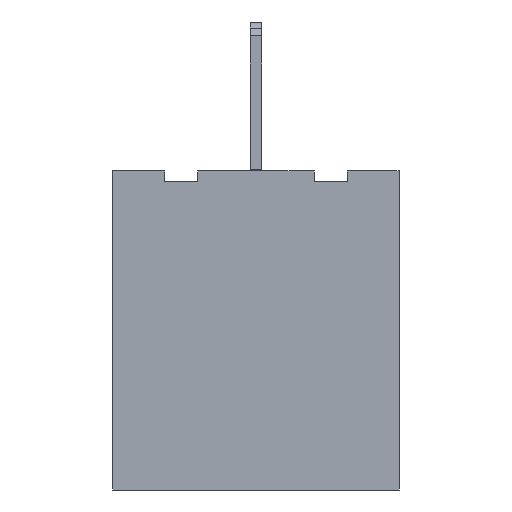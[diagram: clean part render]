
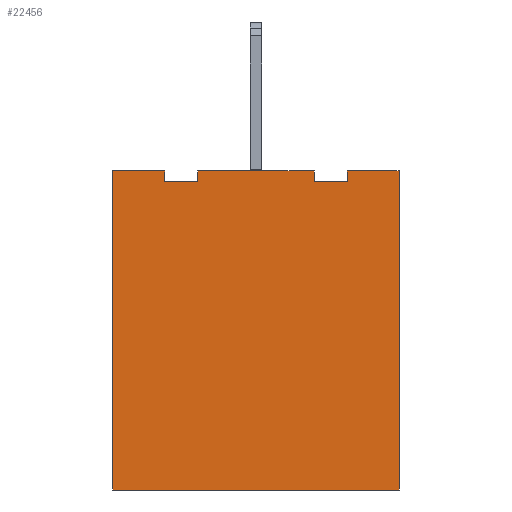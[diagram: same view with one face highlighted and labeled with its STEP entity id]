
A CAD part, left-side view. The second image highlights one B-rep face of the part: STEP entity #22456.
In plain terms, the highlighted planar face has unit normal (-1, 0, 0).
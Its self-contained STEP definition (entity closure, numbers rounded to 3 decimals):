
#254 = EDGE_CURVE ( 'NONE', #6025, #18439, #9111, .T. ) ;
#556 = DIRECTION ( 'NONE',  ( 0., 0., -1. ) ) ;
#1078 = EDGE_CURVE ( 'NONE', #14619, #11202, #14729, .T. ) ;
#1579 = ORIENTED_EDGE ( 'NONE', *, *, #12493, .F. ) ;
#2708 = CARTESIAN_POINT ( 'NONE',  ( 0., 9.15, 14.5 ) ) ;
#3047 = DIRECTION ( 'NONE',  ( 0., 0., 1. ) ) ;
#3090 = EDGE_CURVE ( 'NONE', #9610, #21964, #3130, .T. ) ;
#3130 = LINE ( 'NONE', #23382, #15641 ) ;
#3152 = DIRECTION ( 'NONE',  ( 0., 0., 1. ) ) ;
#3286 = VECTOR ( 'NONE', #9212, 1000. ) ;
#3671 = DIRECTION ( 'NONE',  ( 0., -1., 0. ) ) ;
#3919 = VERTEX_POINT ( 'NONE', #17410 ) ;
#3922 = EDGE_CURVE ( 'NONE', #24922, #18439, #5120, .T. ) ;
#4055 = DIRECTION ( 'NONE',  ( 0., -1., 0. ) ) ;
#4255 = ORIENTED_EDGE ( 'NONE', *, *, #19911, .F. ) ;
#4373 = CARTESIAN_POINT ( 'NONE',  ( 0., 3.86, 0. ) ) ;
#4856 = VECTOR ( 'NONE', #3047, 1000. ) ;
#4869 = LINE ( 'NONE', #16511, #19415 ) ;
#5034 = DIRECTION ( 'NONE',  ( 0., -1., 0. ) ) ;
#5120 = LINE ( 'NONE', #15346, #16493 ) ;
#5309 = DIRECTION ( 'NONE',  ( 0., -1., 0. ) ) ;
#5321 = ORIENTED_EDGE ( 'NONE', *, *, #7002, .F. ) ;
#5400 = FACE_OUTER_BOUND ( 'NONE', #5939, .T. ) ;
#5516 = LINE ( 'NONE', #15378, #3286 ) ;
#5939 = EDGE_LOOP ( 'NONE', ( #13691, #20338, #10716, #16394, #11161, #12827, #8247, #5321, #23186, #4255, #7788, #1579 ) ) ;
#6025 = VERTEX_POINT ( 'NONE', #10989 ) ;
#6778 = VECTOR ( 'NONE', #9400, 1000. ) ;
#7002 = EDGE_CURVE ( 'NONE', #21964, #6025, #5516, .T. ) ;
#7780 = CARTESIAN_POINT ( 'NONE',  ( 0., 10.65, 14.5 ) ) ;
#7788 = ORIENTED_EDGE ( 'NONE', *, *, #10092, .F. ) ;
#7806 = LINE ( 'NONE', #23617, #6778 ) ;
#8247 = ORIENTED_EDGE ( 'NONE', *, *, #254, .F. ) ;
#8397 = CARTESIAN_POINT ( 'NONE',  ( 0., 0., 0. ) ) ;
#9111 = LINE ( 'NONE', #15403, #23240 ) ;
#9175 = CARTESIAN_POINT ( 'NONE',  ( 0., 2.36, 14.02 ) ) ;
#9212 = DIRECTION ( 'NONE',  ( 0., 0., 1. ) ) ;
#9253 = LINE ( 'NONE', #24915, #21935 ) ;
#9400 = DIRECTION ( 'NONE',  ( 0., 0., -1. ) ) ;
#9610 = VERTEX_POINT ( 'NONE', #8397 ) ;
#10092 = EDGE_CURVE ( 'NONE', #3919, #16771, #4869, .T. ) ;
#10716 = ORIENTED_EDGE ( 'NONE', *, *, #19584, .F. ) ;
#10924 = VECTOR ( 'NONE', #4055, 1000. ) ;
#10989 = CARTESIAN_POINT ( 'NONE',  ( 0., 13., 14.5 ) ) ;
#11161 = ORIENTED_EDGE ( 'NONE', *, *, #14791, .F. ) ;
#11202 = VERTEX_POINT ( 'NONE', #24338 ) ;
#11495 = DIRECTION ( 'NONE',  ( 0., 1., 0. ) ) ;
#11672 = CARTESIAN_POINT ( 'NONE',  ( 0., 0., 0. ) ) ;
#12493 = EDGE_CURVE ( 'NONE', #25055, #3919, #19481, .T. ) ;
#12827 = ORIENTED_EDGE ( 'NONE', *, *, #3922, .T. ) ;
#12854 = DIRECTION ( 'NONE',  ( 0., -1., 0. ) ) ;
#12996 = VERTEX_POINT ( 'NONE', #2708 ) ;
#13000 = LINE ( 'NONE', #20979, #4856 ) ;
#13477 = VERTEX_POINT ( 'NONE', #13887 ) ;
#13691 = ORIENTED_EDGE ( 'NONE', *, *, #16056, .F. ) ;
#13780 = AXIS2_PLACEMENT_3D ( 'NONE', #11672, #25140, #15625 ) ;
#13887 = CARTESIAN_POINT ( 'NONE',  ( 0., 9.15, 14.02 ) ) ;
#13911 = LINE ( 'NONE', #15860, #10924 ) ;
#14159 = VECTOR ( 'NONE', #17271, 1000. ) ;
#14619 = VERTEX_POINT ( 'NONE', #16295 ) ;
#14729 = LINE ( 'NONE', #4373, #23771 ) ;
#14791 = EDGE_CURVE ( 'NONE', #24922, #13477, #20862, .T. ) ;
#15346 = CARTESIAN_POINT ( 'NONE',  ( 0., 10.65, 14.02 ) ) ;
#15378 = CARTESIAN_POINT ( 'NONE',  ( 0., 13., 0. ) ) ;
#15403 = CARTESIAN_POINT ( 'NONE',  ( 0., 0., 14.5 ) ) ;
#15625 = DIRECTION ( 'NONE',  ( 0., 0., -1. ) ) ;
#15641 = VECTOR ( 'NONE', #11495, 1000. ) ;
#15749 = PLANE ( 'NONE',  #13780 ) ;
#15860 = CARTESIAN_POINT ( 'NONE',  ( 0., 0., 14.5 ) ) ;
#16056 = EDGE_CURVE ( 'NONE', #11202, #25055, #9253, .T. ) ;
#16295 = CARTESIAN_POINT ( 'NONE',  ( 0., 3.86, 14.5 ) ) ;
#16394 = ORIENTED_EDGE ( 'NONE', *, *, #25846, .F. ) ;
#16493 = VECTOR ( 'NONE', #3152, 1000. ) ;
#16511 = CARTESIAN_POINT ( 'NONE',  ( 0., 0., 14.5 ) ) ;
#16516 = CARTESIAN_POINT ( 'NONE',  ( 0., 10.65, 14.02 ) ) ;
#16771 = VERTEX_POINT ( 'NONE', #20224 ) ;
#17271 = DIRECTION ( 'NONE',  ( 0., 0., 1. ) ) ;
#17410 = CARTESIAN_POINT ( 'NONE',  ( 0., 2.36, 14.5 ) ) ;
#18135 = CARTESIAN_POINT ( 'NONE',  ( 0., 13., 0. ) ) ;
#18439 = VERTEX_POINT ( 'NONE', #7780 ) ;
#19415 = VECTOR ( 'NONE', #12854, 1000. ) ;
#19481 = LINE ( 'NONE', #9175, #14159 ) ;
#19584 = EDGE_CURVE ( 'NONE', #12996, #14619, #13911, .T. ) ;
#19911 = EDGE_CURVE ( 'NONE', #16771, #9610, #7806, .T. ) ;
#20224 = CARTESIAN_POINT ( 'NONE',  ( 0., 0., 14.5 ) ) ;
#20338 = ORIENTED_EDGE ( 'NONE', *, *, #1078, .F. ) ;
#20862 = LINE ( 'NONE', #21597, #22570 ) ;
#20979 = CARTESIAN_POINT ( 'NONE',  ( 0., 9.15, 0. ) ) ;
#21597 = CARTESIAN_POINT ( 'NONE',  ( 0., 9.15, 14.02 ) ) ;
#21935 = VECTOR ( 'NONE', #5309, 1000. ) ;
#21964 = VERTEX_POINT ( 'NONE', #18135 ) ;
#22456 = ADVANCED_FACE ( 'NONE', ( #5400 ), #15749, .F. ) ;
#22570 = VECTOR ( 'NONE', #3671, 1000. ) ;
#23186 = ORIENTED_EDGE ( 'NONE', *, *, #3090, .F. ) ;
#23240 = VECTOR ( 'NONE', #5034, 1000. ) ;
#23382 = CARTESIAN_POINT ( 'NONE',  ( 0., 0., 0. ) ) ;
#23555 = CARTESIAN_POINT ( 'NONE',  ( 0., 2.36, 14.02 ) ) ;
#23617 = CARTESIAN_POINT ( 'NONE',  ( 0., 0., 0. ) ) ;
#23771 = VECTOR ( 'NONE', #556, 1000. ) ;
#24338 = CARTESIAN_POINT ( 'NONE',  ( 0., 3.86, 14.02 ) ) ;
#24915 = CARTESIAN_POINT ( 'NONE',  ( 0., 2.36, 14.02 ) ) ;
#24922 = VERTEX_POINT ( 'NONE', #16516 ) ;
#25055 = VERTEX_POINT ( 'NONE', #23555 ) ;
#25140 = DIRECTION ( 'NONE',  ( 1., 0., 0. ) ) ;
#25846 = EDGE_CURVE ( 'NONE', #13477, #12996, #13000, .T. ) ;
